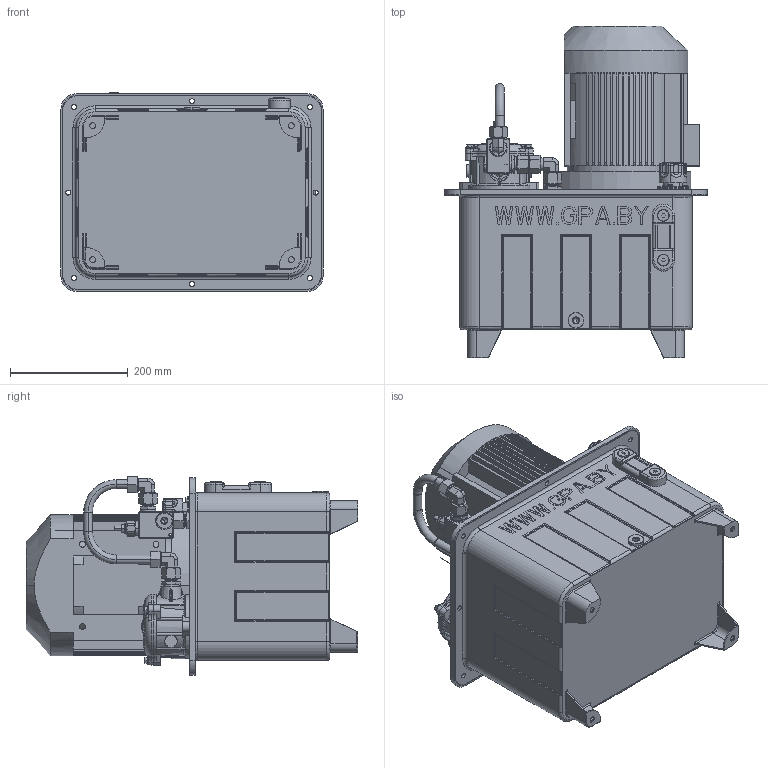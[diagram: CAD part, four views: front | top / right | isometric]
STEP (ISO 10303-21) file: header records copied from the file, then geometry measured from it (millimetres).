
FILE_DESCRIPTION((''),'2;1');
FILE_NAME('20_00_001','2021-01-21T',('砐錪賧瘔蠈錪'),(''),'PRO/ENGINEER BY PARAMETRIC TECHNOLOGY CORPORATION, 2012480','PRO/ENGINEER BY PARAMETRIC TECHNOLOGY CORPORATION, 2012480','');
FILE_SCHEMA(('CONFIG_CONTROL_DESIGN'));
Products named in the file (1): 20_00_001
Bounding box: 446 x 564.5 x 337.96 mm (x, y, z)
Volume: 13769081.8 mm3; surface area: 2037449.9 mm2
Topology: 1 solids, 5 shells, 2330 faces, 5992 edges, 3797 vertices
Faces by surface type: plane 957, cylinder 736, cone 375, torus 146, bspline 110, sphere 6
Entity records: 100383 total; most frequent: CARTESIAN_POINT 45042, ORIENTED_EDGE 11960, DIRECTION 11045, EDGE_CURVE 5980, AXIS2_PLACEMENT_3D 4209, VERTEX_POINT 3797, VECTOR 2627, LINE 2627
